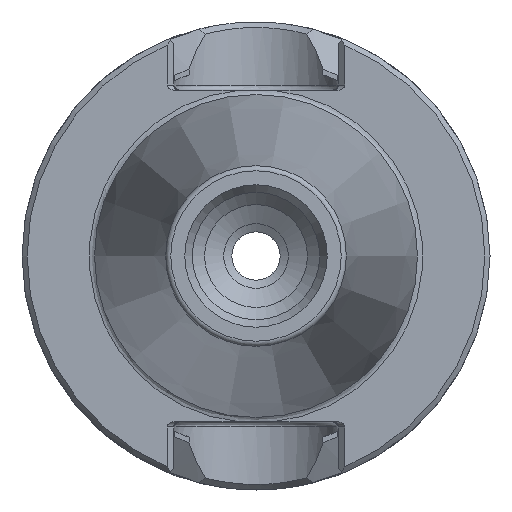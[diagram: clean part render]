
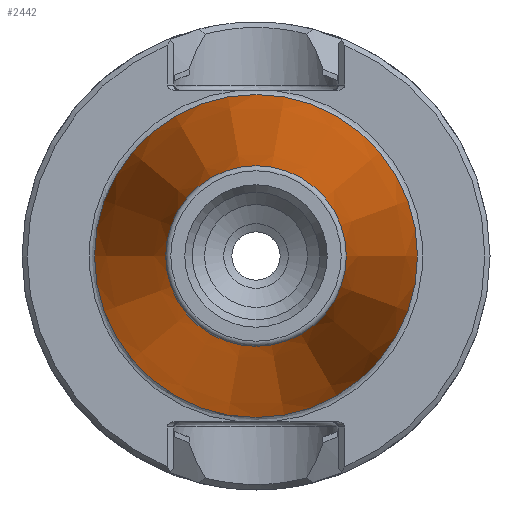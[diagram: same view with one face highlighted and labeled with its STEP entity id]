
A CAD part, left-side view. The second image highlights one B-rep face of the part: STEP entity #2442.
In plain terms, the highlighted conical face has half-angle 8.297 degrees and reference radius 12.345 mm.
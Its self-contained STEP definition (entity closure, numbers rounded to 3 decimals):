
#2155=CARTESIAN_POINT('',(0.0,15.875,0.0));
#2156=VERTEX_POINT('',#2155);
#2157=CARTESIAN_POINT('',(0.0,0.0,0.0));
#2158=DIRECTION('',(1.0,0.0,0.0));
#2159=DIRECTION('',(0.0,1.0,0.0));
#2160=AXIS2_PLACEMENT_3D('',#2157,#2158,#2159);
#2161=CIRCLE('',#2160,15.875);
#2162=EDGE_CURVE('',#2156,#2156,#2161,.T.);
#2407=CARTESIAN_POINT('',(-47.978,8.878,0.));
#2408=VERTEX_POINT('',#2407);
#2409=CARTESIAN_POINT('',(-47.978,0.0,0.));
#2410=DIRECTION('',(-1.0,0.0,0.0));
#2411=DIRECTION('',(0.0,-1.0,0.0));
#2412=AXIS2_PLACEMENT_3D('',#2409,#2410,#2411);
#2413=CIRCLE('',#2412,8.878);
#2414=EDGE_CURVE('',#2408,#2408,#2413,.T.);
#2431=CARTESIAN_POINT('',(-24.206,0.0,0.0));
#2432=DIRECTION('',(1.0,0.0,0.0));
#2433=DIRECTION('',(0.0,1.0,0.0));
#2434=AXIS2_PLACEMENT_3D('',#2431,#2432,#2433);
#2435=CONICAL_SURFACE('',#2434,12.345,8.297);
#2436=ORIENTED_EDGE('',*,*,#2162,.F.);
#2437=EDGE_LOOP('',(#2436));
#2438=FACE_OUTER_BOUND('',#2437,.T.);
#2439=ORIENTED_EDGE('',*,*,#2414,.F.);
#2440=EDGE_LOOP('',(#2439));
#2441=FACE_BOUND('',#2440,.T.);
#2442=ADVANCED_FACE('',(#2438,#2441),#2435,.T.);
